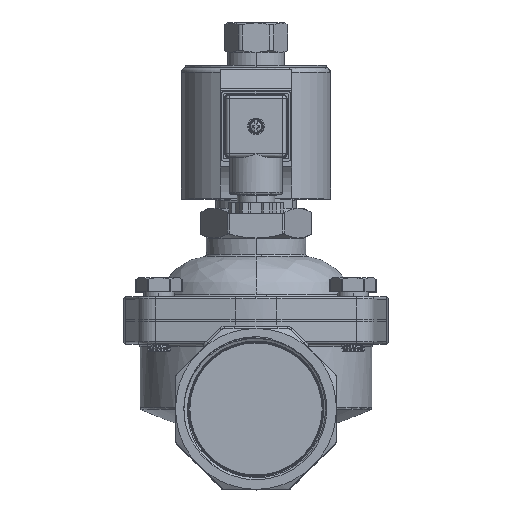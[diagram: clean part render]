
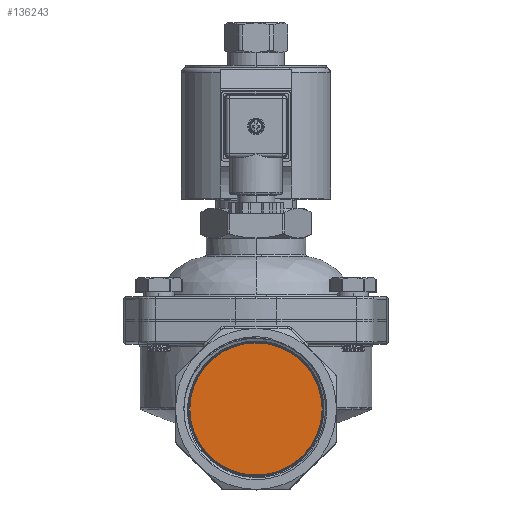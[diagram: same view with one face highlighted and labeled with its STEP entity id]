
A CAD part, top view. The second image highlights one B-rep face of the part: STEP entity #136243.
In plain terms, the highlighted planar face has unit normal (0, 0, 1).
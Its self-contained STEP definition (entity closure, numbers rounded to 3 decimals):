
#638 = AXIS2_PLACEMENT_3D ( 'NONE', #98083, #34127, #108816 ) ;
#5740 = DIRECTION ( 'NONE',  ( 0., 0., 1. ) ) ;
#6163 = CARTESIAN_POINT ( 'NONE',  ( 24.448, 20.591, 52.9 ) ) ;
#14459 = EDGE_CURVE ( 'NONE', #97110, #124723, #101713, .T. ) ;
#14819 = DIRECTION ( 'NONE',  ( 0., 0., 1. ) ) ;
#18394 = EDGE_CURVE ( 'NONE', #124723, #67470, #103878, .T. ) ;
#33350 = B_SPLINE_CURVE_WITH_KNOTS ( 'NONE', 3,
 ( #59463, #123414, #6163, #80951 ),
 .UNSPECIFIED., .F., .F.,
 ( 4, 4 ),
 ( 0., 0.003 ),
 .UNSPECIFIED. ) ;
#34127 = DIRECTION ( 'NONE',  ( 0., 0., 1. ) ) ;
#34691 = DIRECTION ( 'NONE',  ( 0.836, -0.549, 0. ) ) ;
#40250 = CIRCLE ( 'NONE', #638, 27.934 ) ;
#40916 = CARTESIAN_POINT ( 'NONE',  ( 24.468, 20.578, 52.9 ) ) ;
#42048 = EDGE_LOOP ( 'NONE', ( #95252, #45911, #95672, #111586, #43072, #114735 ) ) ;
#43072 = ORIENTED_EDGE ( 'NONE', *, *, #65663, .T. ) ;
#44460 = CARTESIAN_POINT ( 'NONE',  ( -27.934, 34., 52.9 ) ) ;
#45911 = ORIENTED_EDGE ( 'NONE', *, *, #135729, .T. ) ;
#53458 = DIRECTION ( 'NONE',  ( 0., 0., 1. ) ) ;
#55222 = AXIS2_PLACEMENT_3D ( 'NONE', #69792, #5740, #80531 ) ;
#55463 = VERTEX_POINT ( 'NONE', #111377 ) ;
#56943 = FACE_OUTER_BOUND ( 'NONE', #42048, .T. ) ;
#58653 = CIRCLE ( 'NONE', #55222, 27.934 ) ;
#59463 = CARTESIAN_POINT ( 'NONE',  ( 23.286, 18.7, 52.9 ) ) ;
#62430 = CARTESIAN_POINT ( 'NONE',  ( 23.345, 18.661, 52.9 ) ) ;
#65046 = CARTESIAN_POINT ( 'NONE',  ( 27.934, 34., 52.9 ) ) ;
#65663 = EDGE_CURVE ( 'NONE', #67470, #67518, #58653, .T. ) ;
#67470 = VERTEX_POINT ( 'NONE', #65046 ) ;
#67518 = VERTEX_POINT ( 'NONE', #44460 ) ;
#69792 = CARTESIAN_POINT ( 'NONE',  ( 0., 34., 52.9 ) ) ;
#78914 = CARTESIAN_POINT ( 'NONE',  ( 0., 34., 52.9 ) ) ;
#80531 = DIRECTION ( 'NONE',  ( 1., 0., 0. ) ) ;
#80951 = CARTESIAN_POINT ( 'NONE',  ( 24.943, 21.584, 52.9 ) ) ;
#89622 = DIRECTION ( 'NONE',  ( 1., 0., 0. ) ) ;
#95252 = ORIENTED_EDGE ( 'NONE', *, *, #14459, .F. ) ;
#95672 = ORIENTED_EDGE ( 'NONE', *, *, #96548, .T. ) ;
#96548 = EDGE_CURVE ( 'NONE', #55463, #124723, #114871, .T. ) ;
#97110 = VERTEX_POINT ( 'NONE', #123443 ) ;
#98083 = CARTESIAN_POINT ( 'NONE',  ( 0., 34., 52.9 ) ) ;
#98325 = VECTOR ( 'NONE', #34691, 1000. ) ;
#99912 = PLANE ( 'NONE',  #127539 ) ;
#100921 = AXIS2_PLACEMENT_3D ( 'NONE', #117361, #53458, #128188 ) ;
#101713 = LINE ( 'NONE', #120135, #98325 ) ;
#103878 = CIRCLE ( 'NONE', #100921, 27.934 ) ;
#106774 = CARTESIAN_POINT ( 'NONE',  ( 23.345, 18.661, 52.9 ) ) ;
#108816 = DIRECTION ( 'NONE',  ( 1., 0., 0. ) ) ;
#111377 = CARTESIAN_POINT ( 'NONE',  ( 24.943, 21.584, 52.9 ) ) ;
#111586 = ORIENTED_EDGE ( 'NONE', *, *, #18394, .T. ) ;
#114735 = ORIENTED_EDGE ( 'NONE', *, *, #130019, .T. ) ;
#114871 = B_SPLINE_CURVE_WITH_KNOTS ( 'NONE', 3,
 ( #115605, #40916, #126381, #62430 ),
 .UNSPECIFIED., .F., .F.,
 ( 4, 4 ),
 ( 0., 0.003 ),
 .UNSPECIFIED. ) ;
#115605 = CARTESIAN_POINT ( 'NONE',  ( 24.943, 21.584, 52.9 ) ) ;
#117361 = CARTESIAN_POINT ( 'NONE',  ( 0., 34., 52.9 ) ) ;
#120135 = CARTESIAN_POINT ( 'NONE',  ( 0., 34., 52.9 ) ) ;
#123414 = CARTESIAN_POINT ( 'NONE',  ( 23.895, 19.628, 52.9 ) ) ;
#123443 = CARTESIAN_POINT ( 'NONE',  ( 23.286, 18.7, 52.9 ) ) ;
#124723 = VERTEX_POINT ( 'NONE', #106774 ) ;
#126381 = CARTESIAN_POINT ( 'NONE',  ( 23.936, 19.604, 52.9 ) ) ;
#127539 = AXIS2_PLACEMENT_3D ( 'NONE', #78914, #14819, #89622 ) ;
#128188 = DIRECTION ( 'NONE',  ( 1., 0., 0. ) ) ;
#130019 = EDGE_CURVE ( 'NONE', #67518, #124723, #40250, .T. ) ;
#135729 = EDGE_CURVE ( 'NONE', #97110, #55463, #33350, .T. ) ;
#136243 = ADVANCED_FACE ( 'NONE', ( #56943 ), #99912, .T. ) ;
